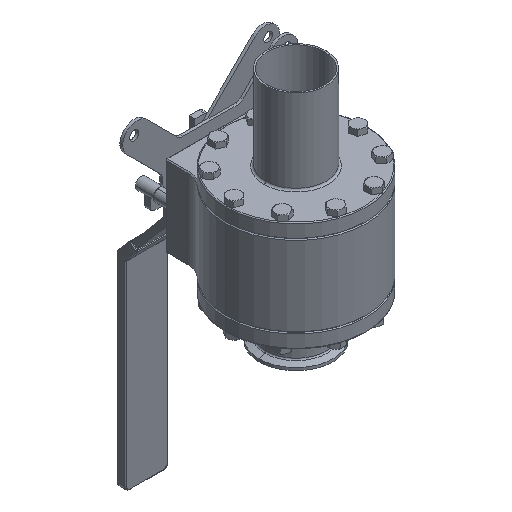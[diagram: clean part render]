
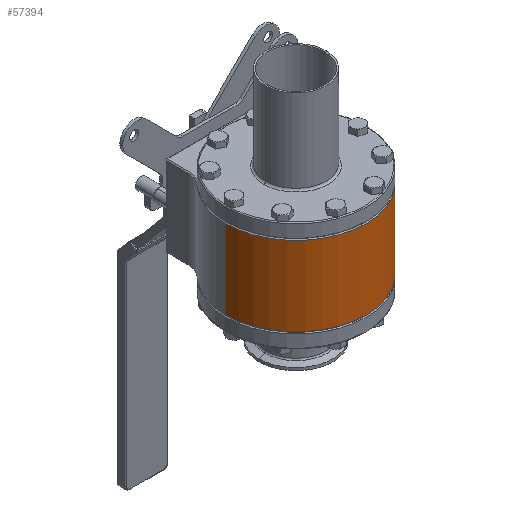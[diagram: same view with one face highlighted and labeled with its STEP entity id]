
A CAD part, isometric view. The second image highlights one B-rep face of the part: STEP entity #57394.
In plain terms, the highlighted cylindrical face has radius 73.5 mm (diameter 147 mm), a partial arc.
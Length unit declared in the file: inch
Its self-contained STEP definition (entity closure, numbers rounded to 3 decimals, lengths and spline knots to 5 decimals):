
#277 = DIRECTION ( 'NONE',  ( 0., 0., 1. ) ) ;
#1812 = FACE_OUTER_BOUND ( 'NONE', #53961, .T. ) ;
#1990 = VECTOR ( 'NONE', #2338, 39.37008 ) ;
#2338 = DIRECTION ( 'NONE',  ( 0., 0., 1. ) ) ;
#8924 = VERTEX_POINT ( 'NONE', #23573 ) ;
#9022 = AXIS2_PLACEMENT_3D ( 'NONE', #48118, #42672, #47509 ) ;
#10292 = CARTESIAN_POINT ( 'NONE',  ( 2.8937, 0., 1.63583 ) ) ;
#13418 = VECTOR ( 'NONE', #14948, 39.37008 ) ;
#13903 = CARTESIAN_POINT ( 'NONE',  ( 0., 0., 1.63583 ) ) ;
#14948 = DIRECTION ( 'NONE',  ( 0., 0., 1. ) ) ;
#17395 = AXIS2_PLACEMENT_3D ( 'NONE', #24849, #277, #38637 ) ;
#17604 = EDGE_CURVE ( 'NONE', #8924, #60211, #45756, .T. ) ;
#23573 = CARTESIAN_POINT ( 'NONE',  ( 2.8937, 0., -1.63583 ) ) ;
#24849 = CARTESIAN_POINT ( 'NONE',  ( 0., 0., -1.63583 ) ) ;
#25775 = ORIENTED_EDGE ( 'NONE', *, *, #17604, .T. ) ;
#26226 = EDGE_CURVE ( 'NONE', #59353, #41036, #58580, .T. ) ;
#27945 = CARTESIAN_POINT ( 'NONE',  ( -2.8937, 0., -1.63583 ) ) ;
#31157 = ORIENTED_EDGE ( 'NONE', *, *, #32373, .T. ) ;
#32373 = EDGE_CURVE ( 'NONE', #59353, #8924, #61150, .T. ) ;
#34641 = EDGE_CURVE ( 'NONE', #60211, #41036, #41241, .T. ) ;
#37194 = ORIENTED_EDGE ( 'NONE', *, *, #34641, .T. ) ;
#38637 = DIRECTION ( 'NONE',  ( 1., 0., 0. ) ) ;
#41036 = VERTEX_POINT ( 'NONE', #48435 ) ;
#41241 = CIRCLE ( 'NONE', #46039, 2.8937 ) ;
#42672 = DIRECTION ( 'NONE',  ( 0., 0., 1. ) ) ;
#43580 = CARTESIAN_POINT ( 'NONE',  ( -2.8937, 0., 4.9485 ) ) ;
#44532 = DIRECTION ( 'NONE',  ( -1., 0., 0. ) ) ;
#45756 = LINE ( 'NONE', #45796, #1990 ) ;
#45796 = CARTESIAN_POINT ( 'NONE',  ( 2.8937, 0., 4.9485 ) ) ;
#46039 = AXIS2_PLACEMENT_3D ( 'NONE', #13903, #52496, #44532 ) ;
#47509 = DIRECTION ( 'NONE',  ( 1., 0., 0. ) ) ;
#48118 = CARTESIAN_POINT ( 'NONE',  ( 0., 0., 4.9485 ) ) ;
#48435 = CARTESIAN_POINT ( 'NONE',  ( -2.8937, 0., 1.63583 ) ) ;
#52496 = DIRECTION ( 'NONE',  ( 0., 0., -1. ) ) ;
#53961 = EDGE_LOOP ( 'NONE', ( #62502, #31157, #25775, #37194 ) ) ;
#57394 = ADVANCED_FACE ( 'NONE', ( #1812 ), #62221, .T. ) ;
#58580 = LINE ( 'NONE', #43580, #13418 ) ;
#59353 = VERTEX_POINT ( 'NONE', #27945 ) ;
#60211 = VERTEX_POINT ( 'NONE', #10292 ) ;
#61150 = CIRCLE ( 'NONE', #17395, 2.8937 ) ;
#62221 = CYLINDRICAL_SURFACE ( 'NONE', #9022, 2.8937 ) ;
#62502 = ORIENTED_EDGE ( 'NONE', *, *, #26226, .F. ) ;
